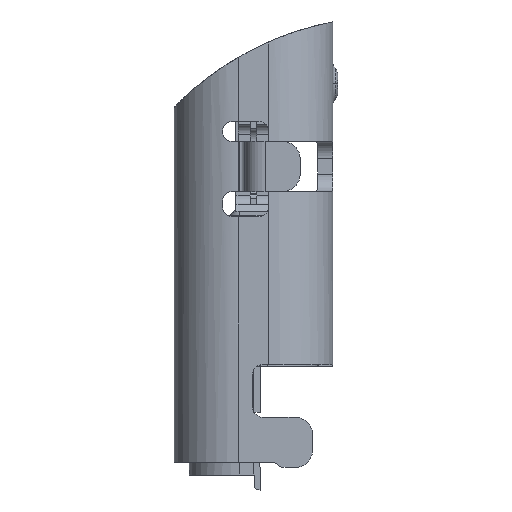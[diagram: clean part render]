
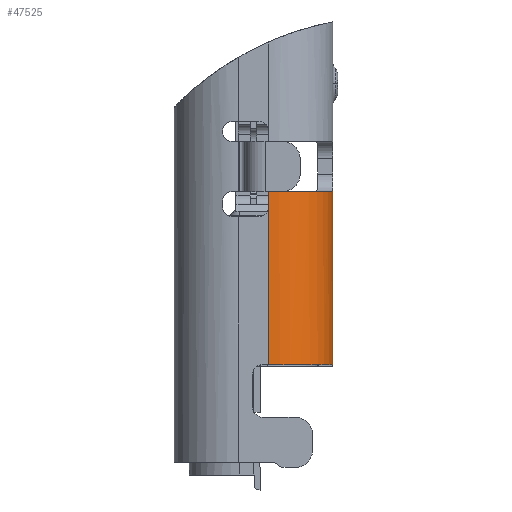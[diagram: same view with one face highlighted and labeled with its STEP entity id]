
A CAD part, left-side view. The second image highlights one B-rep face of the part: STEP entity #47525.
In plain terms, the highlighted cylindrical face has radius 1.28 mm (diameter 2.56 mm), a partial arc.
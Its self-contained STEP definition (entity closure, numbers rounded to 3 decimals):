
#65 = CARTESIAN_POINT ( 'NONE',  ( -3.47, 3.938, -3.129 ) ) ;
#742 = CARTESIAN_POINT ( 'NONE',  ( -3.19, 3.798, -3.16 ) ) ;
#955 = DIRECTION ( 'NONE',  ( 0., 1., 0. ) ) ;
#1057 = VECTOR ( 'NONE', #58310, 1000. ) ;
#2283 = ORIENTED_EDGE ( 'NONE', *, *, #13768, .T. ) ;
#2431 = CARTESIAN_POINT ( 'NONE',  ( -3.19, 0., -3.16 ) ) ;
#3023 = CARTESIAN_POINT ( 'NONE',  ( -3.19, 3.798, -3.16 ) ) ;
#4396 = CARTESIAN_POINT ( 'NONE',  ( -3.19, 7.388, -3.16 ) ) ;
#9971 = CARTESIAN_POINT ( 'NONE',  ( -3.256, 3.886, -3.16 ) ) ;
#11414 = ORIENTED_EDGE ( 'NONE', *, *, #26892, .T. ) ;
#12152 = ORIENTED_EDGE ( 'NONE', *, *, #44818, .T. ) ;
#13718 = VECTOR ( 'NONE', #955, 1000. ) ;
#13768 = EDGE_CURVE ( 'NONE', #15470, #46783, #19249, .T. ) ;
#15186 = CARTESIAN_POINT ( 'NONE',  ( -3.19, 7.388, -1.88 ) ) ;
#15470 = VERTEX_POINT ( 'NONE', #19803 ) ;
#16093 = EDGE_CURVE ( 'NONE', #52645, #50175, #51286, .T. ) ;
#16893 = CYLINDRICAL_SURFACE ( 'NONE', #20892, 1.28 ) ;
#17243 = VERTEX_POINT ( 'NONE', #24718 ) ;
#19031 = CARTESIAN_POINT ( 'NONE',  ( -3.47, 3.938, -3.129 ) ) ;
#19225 = EDGE_CURVE ( 'NONE', #23199, #46783, #24914, .T. ) ;
#19249 = CIRCLE ( 'NONE', #54407, 1.28 ) ;
#19286 = DIRECTION ( 'NONE',  ( -1., 0., 0. ) ) ;
#19725 = DIRECTION ( 'NONE',  ( 1., 0., 0. ) ) ;
#19803 = CARTESIAN_POINT ( 'NONE',  ( -4.47, 7.388, -1.88 ) ) ;
#20892 = AXIS2_PLACEMENT_3D ( 'NONE', #41691, #46259, #19286 ) ;
#23199 = VERTEX_POINT ( 'NONE', #3023 ) ;
#24718 = CARTESIAN_POINT ( 'NONE',  ( -4.47, 4.238, -1.88 ) ) ;
#24858 = CARTESIAN_POINT ( 'NONE',  ( -3.19, 3.938, -1.88 ) ) ;
#24914 = LINE ( 'NONE', #2431, #35458 ) ;
#24929 = DIRECTION ( 'NONE',  ( 0., 1., 0. ) ) ;
#25715 = LINE ( 'NONE', #27914, #13718 ) ;
#26074 = ORIENTED_EDGE ( 'NONE', *, *, #16093, .F. ) ;
#26892 = EDGE_CURVE ( 'NONE', #23199, #50175, #34479, .T. ) ;
#27914 = CARTESIAN_POINT ( 'NONE',  ( -4.47, 3.938, -1.88 ) ) ;
#29341 = DIRECTION ( 'NONE',  ( 1., 0., 0. ) ) ;
#29809 = EDGE_CURVE ( 'NONE', #52645, #17243, #25715, .T. ) ;
#32516 = ORIENTED_EDGE ( 'NONE', *, *, #19225, .F. ) ;
#33861 = AXIS2_PLACEMENT_3D ( 'NONE', #24858, #56304, #29341 ) ;
#34479 = B_SPLINE_CURVE_WITH_KNOTS ( 'NONE', 3,
 ( #742, #9971, #46009, #19031 ),
 .UNSPECIFIED., .F., .F.,
 ( 4, 4 ),
 ( 0., 0. ),
 .UNSPECIFIED. ) ;
#35458 = VECTOR ( 'NONE', #24929, 1000. ) ;
#36926 = LINE ( 'NONE', #53760, #1057 ) ;
#40647 = EDGE_LOOP ( 'NONE', ( #26074, #57958, #12152, #2283, #32516, #11414 ) ) ;
#40784 = FACE_OUTER_BOUND ( 'NONE', #40647, .T. ) ;
#41691 = CARTESIAN_POINT ( 'NONE',  ( -3.19, -3.231, -1.88 ) ) ;
#44818 = EDGE_CURVE ( 'NONE', #17243, #15470, #36926, .T. ) ;
#46009 = CARTESIAN_POINT ( 'NONE',  ( -3.363, 3.938, -3.153 ) ) ;
#46259 = DIRECTION ( 'NONE',  ( 0., 1., 0. ) ) ;
#46686 = DIRECTION ( 'NONE',  ( 0., -1., 0. ) ) ;
#46783 = VERTEX_POINT ( 'NONE', #4396 ) ;
#47525 = ADVANCED_FACE ( 'NONE', ( #40784 ), #16893, .T. ) ;
#50175 = VERTEX_POINT ( 'NONE', #65 ) ;
#51286 = CIRCLE ( 'NONE', #33861, 1.28 ) ;
#52063 = CARTESIAN_POINT ( 'NONE',  ( -4.47, 3.938, -1.88 ) ) ;
#52645 = VERTEX_POINT ( 'NONE', #52063 ) ;
#53760 = CARTESIAN_POINT ( 'NONE',  ( -4.47, 0., -1.88 ) ) ;
#54407 = AXIS2_PLACEMENT_3D ( 'NONE', #15186, #46686, #19725 ) ;
#56304 = DIRECTION ( 'NONE',  ( 0., -1., 0. ) ) ;
#57958 = ORIENTED_EDGE ( 'NONE', *, *, #29809, .T. ) ;
#58310 = DIRECTION ( 'NONE',  ( 0., 1., 0. ) ) ;
